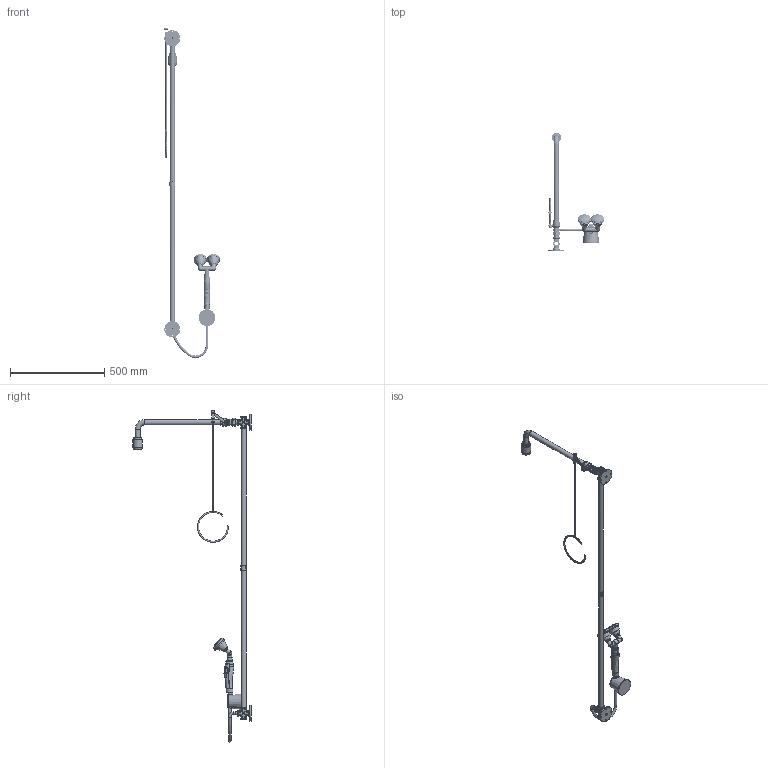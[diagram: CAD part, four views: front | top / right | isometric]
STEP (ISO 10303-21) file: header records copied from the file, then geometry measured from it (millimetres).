
FILE_DESCRIPTION(/* description */ (''),/* implementation_level */ '2;1');
FILE_NAME(/* name */ 'BR864085_Assembly-001.stp',/* time_stamp */ '2025-03-10T15:08:06+06:00',/* author */ (''),/* organization */ (''),/* preprocessor_version */ 'ST-DEVELOPER v18.102',/* originating_system */ 'SIEMENS PLM Software NX 2027',/* authorisation */ '');
FILE_SCHEMA (('AUTOMOTIVE_DESIGN { 1 0 10303 214 3 1 1 1 }'));
Products named in the file (1): BR864085_Assembly-001_objects
Bounding box: 297.59 x 625 x 1757.13 mm (x, y, z)
Volume: 1249686.3 mm3; surface area: 661242.2 mm2
Topology: 38 solids, 44 shells, 1815 faces, 4434 edges, 2650 vertices
Faces by surface type: cylinder 631, bspline 433, plane 290, torus 224, sphere 125, extrusion 59, cone 50, revolution 3
Full cylindrical faces by diameter (mm): 2.5 x6, 5 x1, 5.5 x8, 6 x12, 6.4 x2, 8.1 x4, 10 x1, 11.6 x1, 12 x2, 13 x1, 14 x1, 14.5 x1, 15 x1, 16 x1, 16.4 x1, 16.5 x1, 20 x1, 20.6 x6, 21 x2, 21.5 x5, 21.7 x2, 22 x3, 22.75 x4, 22.8 x1, 23 x1, 23.5 x4, 24 x1, 24.117 x56, 24.215 x4, 24.3 x1
Entity records: 200393 total; most frequent: CARTESIAN_POINT 167335, ORIENTED_EDGE 7178, DIRECTION 5442, EDGE_CURVE 3589, AXIS2_PLACEMENT_3D 2326, VERTEX_POINT 2231, EDGE_LOOP 2080, B_SPLINE_CURVE_WITH_KNOTS 1766
